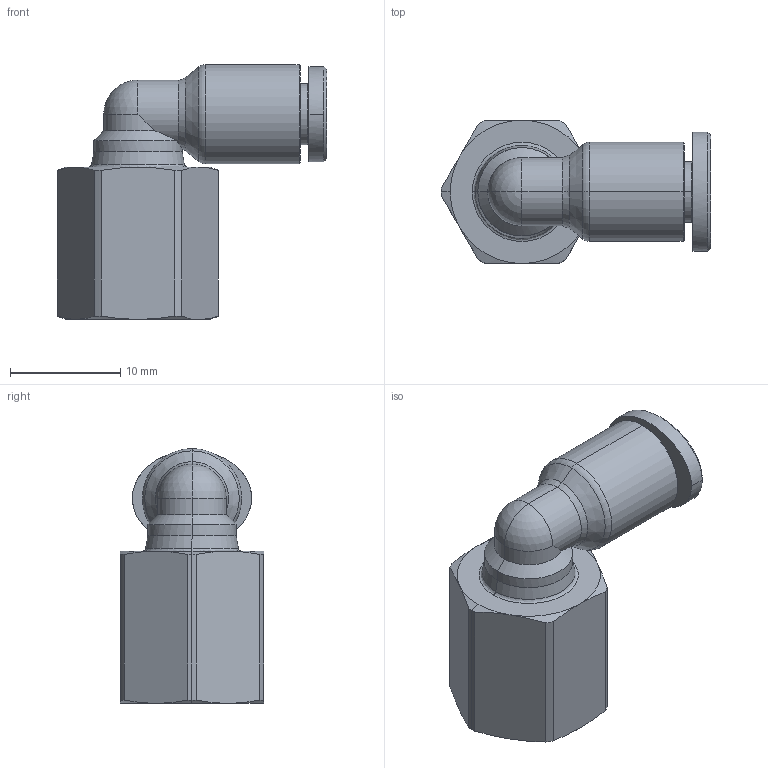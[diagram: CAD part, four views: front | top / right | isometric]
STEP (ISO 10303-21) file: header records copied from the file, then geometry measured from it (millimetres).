
FILE_DESCRIPTION((''),'2;1');
FILE_NAME('GPLF 0401(3D).stp','2012-12-21T10:08:44',(''),(''),'Mechanical Desktop.R8.0.24.0','Mechanical Desktop.R8.0.24.0',', , ');
FILE_SCHEMA(('CONFIG_CONTROL_DESIGN'));
Length unit declared in the file: millimetre
Products named in the file (2): GPLF 0401(3D); ºÎÇ°1
Assembly tree (1 placements, depth 2):
  GPLF 0401(3D)
    ºÎÇ°1
Bounding box: 24.4 x 13 x 23.1 mm (x, y, z)
Volume: 2412.2 mm3; surface area: 1955.8 mm2
Topology: 1 solids, 1 shells, 436 faces, 1208 edges, 791 vertices
Faces by surface type: plane 339, bspline 33, cone 32, cylinder 28, torus 2, sphere 2
Entity records: 14598 total; most frequent: CARTESIAN_POINT 3435, ORIENTED_EDGE 2412, DIRECTION 2137, EDGE_CURVE 1206, VECTOR 1015, LINE 1015, VERTEX_POINT 791, AXIS2_PLACEMENT_3D 561
